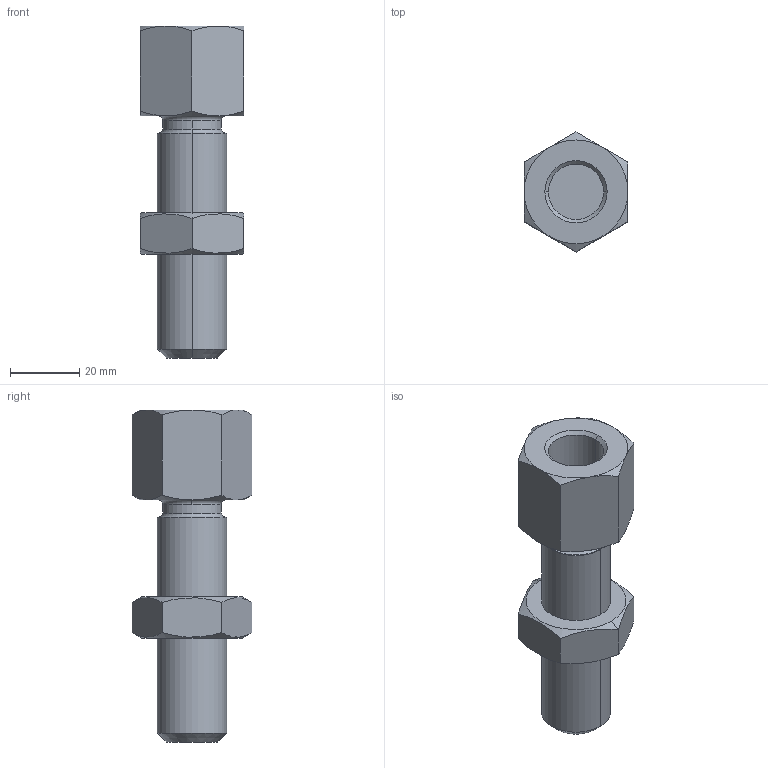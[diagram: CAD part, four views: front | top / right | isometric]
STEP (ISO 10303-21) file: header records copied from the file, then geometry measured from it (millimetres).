
FILE_DESCRIPTION (( 'STEP AP203' ), '1' );
FILE_NAME ('bj332-20070.STEP', '2023-06-15T07:12:59', ( '' ), ( '' ), 'SwSTEP 2.0', 'SolidWorks 2021', '' );
FILE_SCHEMA (( 'CONFIG_CONTROL_DESIGN' ));
Length unit declared in the file: millimetre
Products named in the file (3): bj332-20070_02; bj332-20070_01; bj332-20070
Assembly tree (2 placements, depth 2):
  bj332-20070
    bj332-20070_01
    bj332-20070_02
Bounding box: 30 x 34.64 x 96 mm (x, y, z)
Volume: 43841.7 mm3; surface area: 12148.3 mm2
Topology: 2 solids, 2 shells, 51 faces, 110 edges, 66 vertices
Faces by surface type: cone 20, plane 19, cylinder 8, torus 4
Entity records: 1895 total; most frequent: CARTESIAN_POINT 516, DIRECTION 232, ORIENTED_EDGE 220, EDGE_CURVE 110, AXIS2_PLACEMENT_3D 102, VERTEX_POINT 66, EDGE_LOOP 56, ADVANCED_FACE 51
